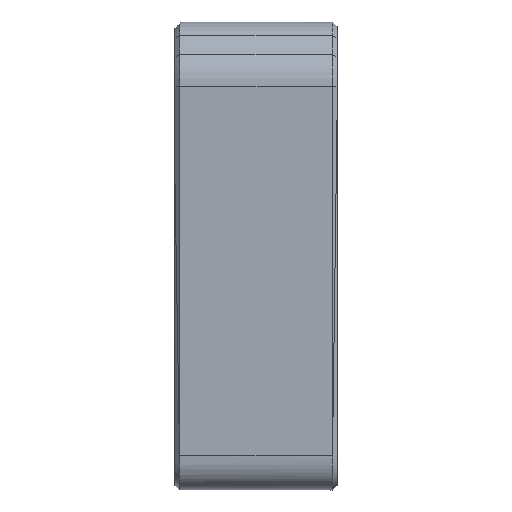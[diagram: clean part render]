
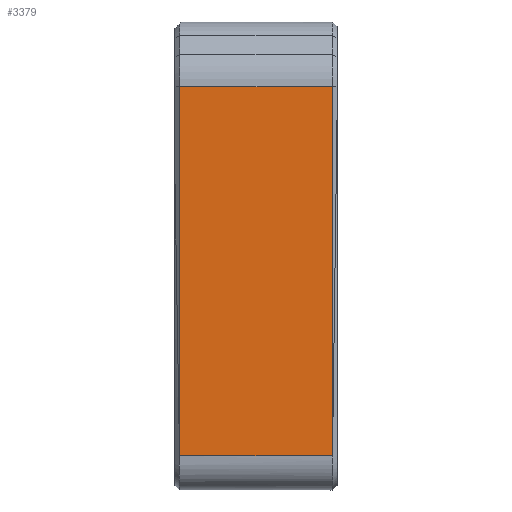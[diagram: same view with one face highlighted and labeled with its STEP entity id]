
A CAD part, front view. The second image highlights one B-rep face of the part: STEP entity #3379.
In plain terms, the highlighted planar face has unit normal (0, -1, 0).
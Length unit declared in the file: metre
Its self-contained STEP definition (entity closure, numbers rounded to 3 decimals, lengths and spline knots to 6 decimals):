
#96=B_SPLINE_CURVE_WITH_KNOTS('',3,(#5001,#5002,#5003,#5004),
 .UNSPECIFIED.,.F.,.F.,(4,4),(0.,1.),.UNSPECIFIED.);
#1091=ORIENTED_EDGE('',*,*,#1756,.F.);
#1092=ORIENTED_EDGE('',*,*,#1488,.T.);
#1093=ORIENTED_EDGE('',*,*,#1754,.T.);
#1094=ORIENTED_EDGE('',*,*,#1661,.F.);
#1488=EDGE_CURVE('',#1954,#1956,#96,.T.);
#1661=EDGE_CURVE('',#2071,#1970,#2314,.T.);
#1754=EDGE_CURVE('',#1956,#1970,#2360,.T.);
#1756=EDGE_CURVE('',#1954,#2071,#2361,.T.);
#1954=VERTEX_POINT('',#4978);
#1956=VERTEX_POINT('',#5000);
#1970=VERTEX_POINT('',#5065);
#2071=VERTEX_POINT('',#7060);
#2314=LINE('',#7059,#2588);
#2360=LINE('',#7604,#2634);
#2361=LINE('',#7610,#2635);
#2588=VECTOR('',#4176,1.);
#2634=VECTOR('',#4324,1.);
#2635=VECTOR('',#4327,1.);
#2861=EDGE_LOOP('',(#1091,#1092,#1093,#1094));
#3090=FACE_BOUND('',#2861,.T.);
#3200=PLANE('',#3643);
#3379=ADVANCED_FACE('',(#3090),#3200,.T.);
#3643=AXIS2_PLACEMENT_3D('',#7609,#4325,#4326);
#4176=DIRECTION('',(1.,0.,0.));
#4324=DIRECTION('',(0.,0.,1.));
#4325=DIRECTION('',(0.,-1.,0.));
#4326=DIRECTION('',(0.,0.,-1.));
#4327=DIRECTION('',(0.,0.,1.));
#4978=CARTESIAN_POINT('',(0.01331,-0.09243,-0.051484));
#5000=CARTESIAN_POINT('',(0.02671,-0.09243,-0.051484));
#5001=CARTESIAN_POINT('',(0.01331,-0.09243,-0.051484));
#5002=CARTESIAN_POINT('',(0.017777,-0.09243,-0.051484));
#5003=CARTESIAN_POINT('',(0.022243,-0.09243,-0.051484));
#5004=CARTESIAN_POINT('',(0.02671,-0.09243,-0.051484));
#5065=CARTESIAN_POINT('',(0.02671,-0.09243,-0.019141));
#7059=CARTESIAN_POINT('',(0.03111,-0.09243,-0.019141));
#7060=CARTESIAN_POINT('',(0.01331,-0.09243,-0.019141));
#7604=CARTESIAN_POINT('',(0.02671,-0.09243,-0.011059));
#7609=CARTESIAN_POINT('',(0.03111,-0.09243,-0.011059));
#7610=CARTESIAN_POINT('',(0.01331,-0.09243,-0.037191));
